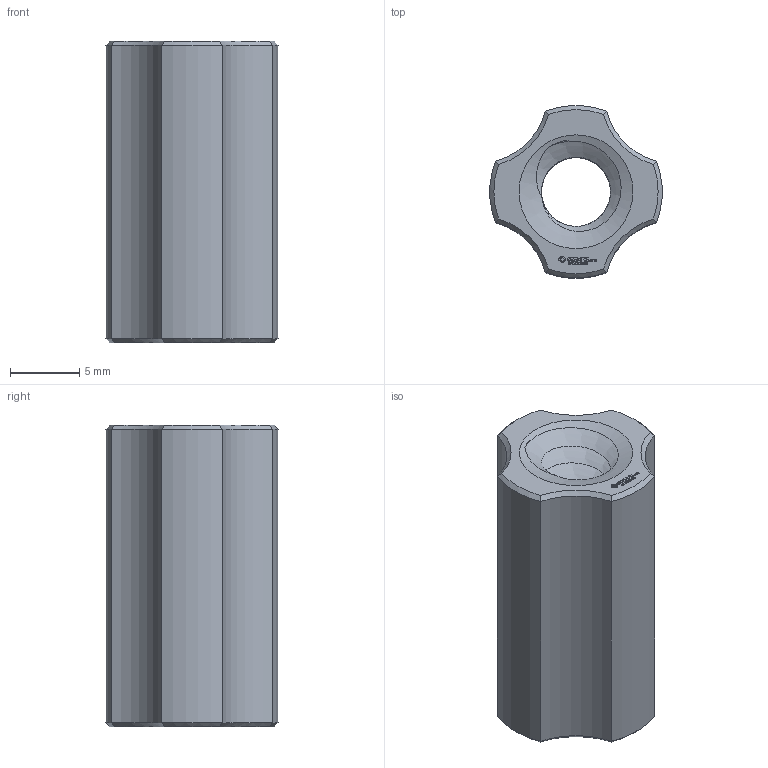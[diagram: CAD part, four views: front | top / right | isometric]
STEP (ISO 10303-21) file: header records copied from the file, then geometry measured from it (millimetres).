
FILE_DESCRIPTION(('FreeCAD Model'),'2;1');
FILE_NAME('Open CASCADE Shape Model','2023-01-06T17:02:17',(''),(''), 'Open CASCADE STEP processor 7.6','FreeCAD','Unknown');
FILE_SCHEMA(('AUTOMOTIVE_DESIGN { 1 0 10303 214 1 1 1 1 }'));
Length unit declared in the file: millimetre
Products named in the file (1): Nut RH BU01.00x01.75 - SPN-NUT-0008 (stemfie.org)
Bounding box: 12.47 x 12.47 x 21.88 mm (x, y, z)
Volume: 1605.1 mm3; surface area: 1845.4 mm2
Topology: 1 solids, 1 shells, 471 faces, 1290 edges, 854 vertices
Faces by surface type: plane 293, bspline 152, cone 18, cylinder 8
Entity records: 39141 total; most frequent: CARTESIAN_POINT 15382, DIRECTION 3549, LINE 2832, VECTOR 2832, ORIENTED_EDGE 2580, PCURVE 2580, DEFINITIONAL_REPRESENTATION 2580, EDGE_CURVE 1290
